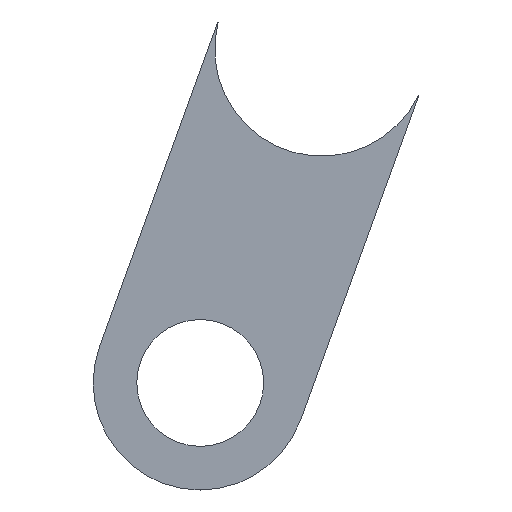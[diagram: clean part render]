
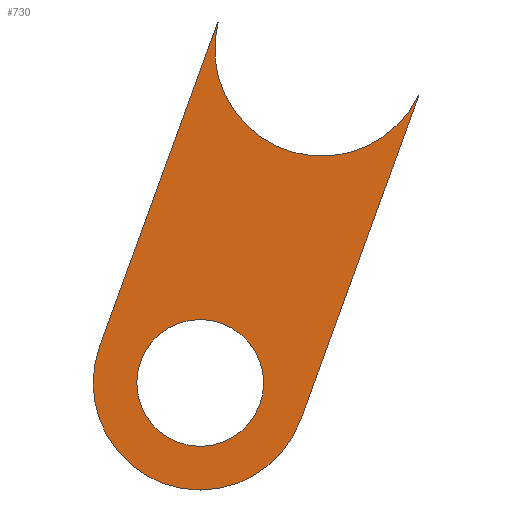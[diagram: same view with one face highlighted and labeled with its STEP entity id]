
A CAD part, front view. The second image highlights one B-rep face of the part: STEP entity #730.
In plain terms, the highlighted face is planar.
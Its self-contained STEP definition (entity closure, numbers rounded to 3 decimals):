
#10=CARTESIAN_POINT('',(0.,0.,0.));
#20=DIRECTION('',(0.,0.,1.));
#30=DIRECTION('',(1.,0.,0.));
#40=AXIS2_PLACEMENT_3D('',#10,#20,#30);
#50=PLANE('',#40);
#60=CARTESIAN_POINT('',(68.,-21.1,0.));
#70=DIRECTION('',(-1.,0.,0.));
#80=VECTOR('',#70,1.);
#90=LINE('',#60,#80);
#100=CARTESIAN_POINT('',(68.,-21.1,0.));
#110=VERTEX_POINT('',#100);
#120=CARTESIAN_POINT('',(0.,-21.1,0.));
#130=VERTEX_POINT('',#120);
#140=EDGE_CURVE('',#110,#130,#90,.T.);
#150=ORIENTED_EDGE('',*,*,#140,.T.);
#160=CARTESIAN_POINT('',(68.,-21.005,0.));
#170=DIRECTION('',(0.,-1.,0.));
#180=VECTOR('',#170,1.);
#190=LINE('',#160,#180);
#200=CARTESIAN_POINT('',(68.,-21.005,0.));
#210=VERTEX_POINT('',#200);
#220=EDGE_CURVE('',#210,#110,#190,.T.);
#230=ORIENTED_EDGE('',*,*,#220,.T.);
#240=CARTESIAN_POINT('',(70.,0.,0.));
#250=DIRECTION('',(0.,0.,1.));
#260=DIRECTION('',(-0.095,0.995,0.));
#270=AXIS2_PLACEMENT_3D('',#240,#250,#260);
#280=CIRCLE('',#270,21.1);
#290=CARTESIAN_POINT('',(68.,21.005,0.));
#300=VERTEX_POINT('',#290);
#310=EDGE_CURVE('',#300,#210,#280,.T.);
#320=ORIENTED_EDGE('',*,*,#310,.T.);
#330=CARTESIAN_POINT('',(68.,21.1,0.));
#340=DIRECTION('',(0.,-1.,0.));
#350=VECTOR('',#340,1.);
#360=LINE('',#330,#350);
#370=CARTESIAN_POINT('',(68.,21.1,0.));
#380=VERTEX_POINT('',#370);
#390=EDGE_CURVE('',#380,#300,#360,.T.);
#400=ORIENTED_EDGE('',*,*,#390,.T.);
#410=CARTESIAN_POINT('',(0.,21.1,0.));
#420=DIRECTION('',(1.,0.,0.));
#430=VECTOR('',#420,1.);
#440=LINE('',#410,#430);
#450=CARTESIAN_POINT('',(0.,21.1,0.));
#460=VERTEX_POINT('',#450);
#470=EDGE_CURVE('',#460,#380,#440,.T.);
#480=ORIENTED_EDGE('',*,*,#470,.T.);
#490=CARTESIAN_POINT('',(0.,0.,0.));
#500=DIRECTION('',(-0.,0.,-1.));
#510=DIRECTION('',(0.,-1.,0.));
#520=AXIS2_PLACEMENT_3D('',#490,#500,#510);
#530=CIRCLE('',#520,21.1);
#540=EDGE_CURVE('',#130,#460,#530,.T.);
#550=ORIENTED_EDGE('',*,*,#540,.T.);
#560=EDGE_LOOP('',(#550,#480,#400,#320,#230,#150));
#570=FACE_OUTER_BOUND('',#560,.T.);
#580=CARTESIAN_POINT('',(0.,0.,0.));
#590=DIRECTION('',(0.,0.,1.));
#600=DIRECTION('',(-1.,0.,0.));
#610=AXIS2_PLACEMENT_3D('',#580,#590,#600);
#620=CIRCLE('',#610,12.5);
#630=CARTESIAN_POINT('',(-12.5,0.,0.));
#640=VERTEX_POINT('',#630);
#650=CARTESIAN_POINT('',(12.5,0.,0.));
#660=VERTEX_POINT('',#650);
#670=EDGE_CURVE('',#640,#660,#620,.T.);
#680=ORIENTED_EDGE('',*,*,#670,.T.);
#690=EDGE_CURVE('',#660,#640,#620,.T.);
#700=ORIENTED_EDGE('',*,*,#690,.T.);
#710=EDGE_LOOP('',(#700,#680));
#720=FACE_BOUND('',#710,.T.);
#730=ADVANCED_FACE('',(#570,#720),#50,.F.);
